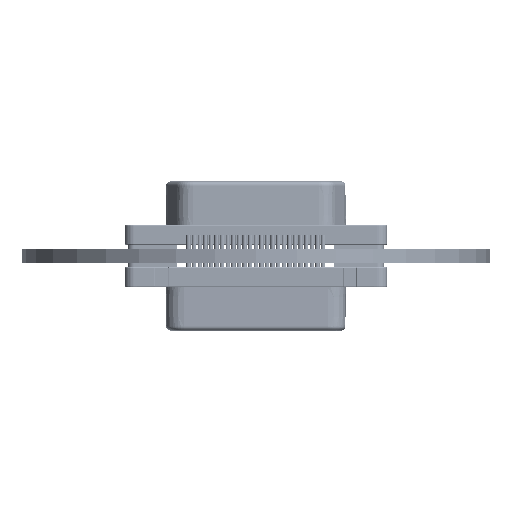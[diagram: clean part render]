
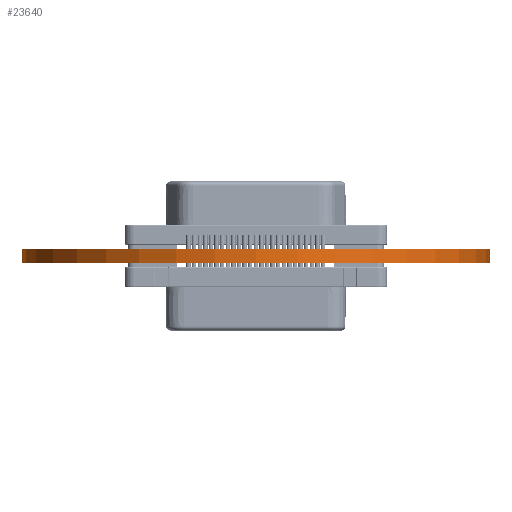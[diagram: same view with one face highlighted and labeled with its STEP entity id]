
A CAD part, front view. The second image highlights one B-rep face of the part: STEP entity #23640.
In plain terms, the highlighted cylindrical face has radius 26.5 mm (diameter 53 mm), a partial arc.
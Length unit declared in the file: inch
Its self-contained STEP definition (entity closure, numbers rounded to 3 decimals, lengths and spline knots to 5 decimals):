
#2288 = CARTESIAN_POINT ( 'NONE',  ( 0., 0., 0.06299 ) ) ;
#3047 = EDGE_CURVE ( 'NONE', #5734, #10557, #11292, .T. ) ;
#3222 = ORIENTED_EDGE ( 'NONE', *, *, #21740, .T. ) ;
#3429 = AXIS2_PLACEMENT_3D ( 'NONE', #19926, #23911, #11216 ) ;
#3937 = CARTESIAN_POINT ( 'NONE',  ( 1.04331, 0., 0. ) ) ;
#3964 = DIRECTION ( 'NONE',  ( 0., 0., 1. ) ) ;
#4391 = CARTESIAN_POINT ( 'NONE',  ( -1.04331, 0., 0.06299 ) ) ;
#4415 = ORIENTED_EDGE ( 'NONE', *, *, #6196, .F. ) ;
#4789 = LINE ( 'NONE', #5051, #8232 ) ;
#5051 = CARTESIAN_POINT ( 'NONE',  ( 1.04331, 0., 0. ) ) ;
#5734 = VERTEX_POINT ( 'NONE', #4391 ) ;
#6196 = EDGE_CURVE ( 'NONE', #5734, #16820, #13290, .T. ) ;
#6599 = VERTEX_POINT ( 'NONE', #3937 ) ;
#7946 = DIRECTION ( 'NONE',  ( 1., 0., 0. ) ) ;
#8232 = VECTOR ( 'NONE', #13502, 39.37008 ) ;
#8310 = ORIENTED_EDGE ( 'NONE', *, *, #3047, .T. ) ;
#8667 = CARTESIAN_POINT ( 'NONE',  ( -1.04331, 0., 0. ) ) ;
#9212 = CARTESIAN_POINT ( 'NONE',  ( -1.04331, 0., 0. ) ) ;
#10557 = VERTEX_POINT ( 'NONE', #8667 ) ;
#11216 = DIRECTION ( 'NONE',  ( 1., 0., 0. ) ) ;
#11292 = LINE ( 'NONE', #9212, #14204 ) ;
#11363 = FACE_OUTER_BOUND ( 'NONE', #15544, .T. ) ;
#13290 = CIRCLE ( 'NONE', #24327, 1.04331 ) ;
#13502 = DIRECTION ( 'NONE',  ( 0., 0., -1. ) ) ;
#14204 = VECTOR ( 'NONE', #26073, 39.37008 ) ;
#14884 = DIRECTION ( 'NONE',  ( 1., 0., 0. ) ) ;
#15544 = EDGE_LOOP ( 'NONE', ( #4415, #8310, #3222, #23057 ) ) ;
#16820 = VERTEX_POINT ( 'NONE', #20904 ) ;
#17079 = AXIS2_PLACEMENT_3D ( 'NONE', #18061, #26870, #7946 ) ;
#17440 = CYLINDRICAL_SURFACE ( 'NONE', #3429, 1.04331 ) ;
#17979 = CIRCLE ( 'NONE', #17079, 1.04331 ) ;
#18061 = CARTESIAN_POINT ( 'NONE',  ( 0., 0., 0. ) ) ;
#19926 = CARTESIAN_POINT ( 'NONE',  ( 0., 0., 0. ) ) ;
#20904 = CARTESIAN_POINT ( 'NONE',  ( 1.04331, 0., 0.06299 ) ) ;
#21593 = EDGE_CURVE ( 'NONE', #16820, #6599, #4789, .T. ) ;
#21740 = EDGE_CURVE ( 'NONE', #10557, #6599, #17979, .T. ) ;
#23057 = ORIENTED_EDGE ( 'NONE', *, *, #21593, .F. ) ;
#23640 = ADVANCED_FACE ( 'NONE', ( #11363 ), #17440, .T. ) ;
#23911 = DIRECTION ( 'NONE',  ( 0., 0., -1. ) ) ;
#24327 = AXIS2_PLACEMENT_3D ( 'NONE', #2288, #3964, #14884 ) ;
#26073 = DIRECTION ( 'NONE',  ( 0., 0., -1. ) ) ;
#26870 = DIRECTION ( 'NONE',  ( 0., 0., 1. ) ) ;
